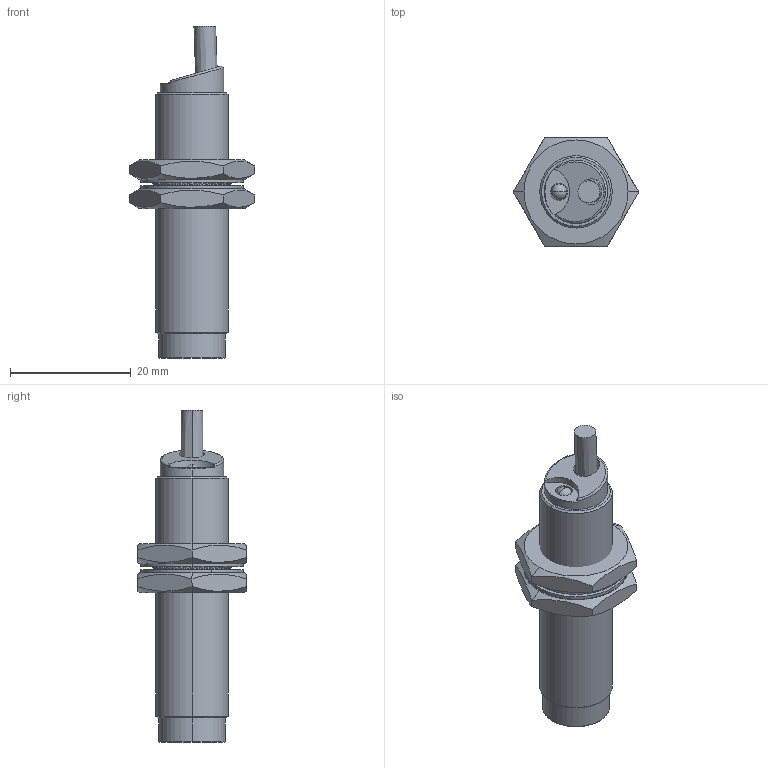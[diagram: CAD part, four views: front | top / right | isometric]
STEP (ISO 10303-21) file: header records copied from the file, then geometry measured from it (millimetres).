
FILE_DESCRIPTION (( 'STEP AP214' ), '1' );
FILE_NAME ('M12-直流二线电缆非埋入式.STEP', '2015-09-23T09:48:37', ( '' ), ( '' ), 'SwSTEP 2.0', 'SolidWorks 2013', '' );
FILE_SCHEMA (( 'AUTOMOTIVE_DESIGN' ));
Length unit declared in the file: millimetre
Products named in the file (1): M12-直流二线电缆非埋入式
Bounding box: 20.78 x 18 x 55.04 mm (x, y, z)
Volume: 6485.1 mm3; surface area: 4184.3 mm2
Topology: 6 solids, 6 shells, 649 faces, 1844 edges, 1213 vertices
Faces by surface type: plane 479, cylinder 120, cone 40, bspline 6, sphere 2, torus 2
Entity records: 21697 total; most frequent: CARTESIAN_POINT 4318, ORIENTED_EDGE 3688, DIRECTION 3368, EDGE_CURVE 1844, VECTOR 1524, LINE 1524, VERTEX_POINT 1213, AXIS2_PLACEMENT_3D 922
